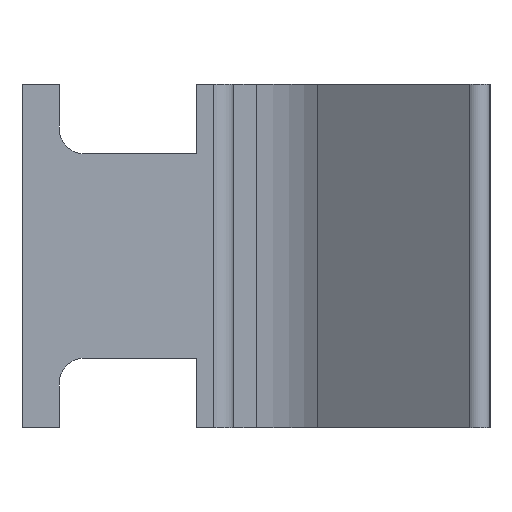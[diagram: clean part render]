
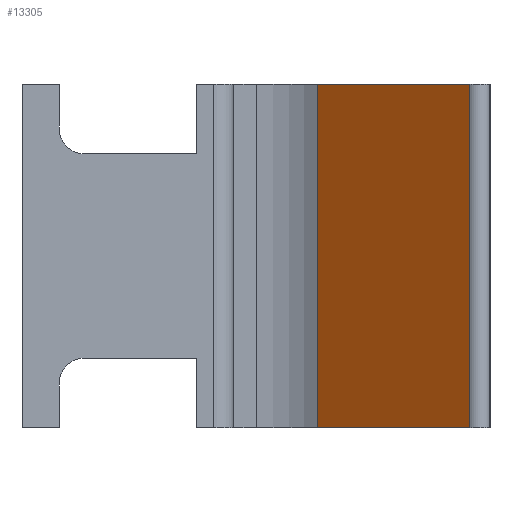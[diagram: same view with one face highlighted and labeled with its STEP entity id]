
A CAD part, left-side view. The second image highlights one B-rep face of the part: STEP entity #13305.
In plain terms, the highlighted planar face has unit normal (-0.788, 0.616, 0).
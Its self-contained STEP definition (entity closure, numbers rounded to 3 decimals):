
#14=DIRECTION('',(-0.616,-0.788,0.));
#15=VECTOR('',#14,7.75);
#16=CARTESIAN_POINT('',(-17.623,-1.085,-6.9));
#17=LINE('',#16,#15);
#374=DIRECTION('',(-0.616,-0.788,0.));
#375=VECTOR('',#374,7.75);
#376=CARTESIAN_POINT('',(-17.623,-1.085,6.9));
#377=LINE('',#376,#375);
#4815=DIRECTION('',(0.,0.,1.));
#4816=VECTOR('',#4815,13.8);
#4817=CARTESIAN_POINT('',(-22.394,-7.192,-6.9));
#4818=LINE('',#4817,#4816);
#4819=DIRECTION('',(0.,0.,1.));
#4820=VECTOR('',#4819,13.8);
#4821=CARTESIAN_POINT('',(-17.623,-1.085,-6.9));
#4822=LINE('',#4821,#4820);
#5417=CARTESIAN_POINT('',(-22.394,-7.192,-6.9));
#5419=VERTEX_POINT('',#5417);
#5429=CARTESIAN_POINT('',(-22.394,-7.192,6.9));
#5431=VERTEX_POINT('',#5429);
#5441=CARTESIAN_POINT('',(-17.623,-1.085,-6.9));
#5442=CARTESIAN_POINT('',(-17.623,-1.085,6.9));
#5443=VERTEX_POINT('',#5441);
#5444=VERTEX_POINT('',#5442);
#13293=CARTESIAN_POINT('',(-16.775,0.,-6.9));
#13294=DIRECTION('',(-0.788,0.616,0.));
#13295=DIRECTION('',(-0.616,-0.788,0.));
#13296=AXIS2_PLACEMENT_3D('',#13293,#13294,#13295);
#13297=PLANE('',#13296);
#13299=ORIENTED_EDGE('',*,*,#13298,.T.);
#13300=ORIENTED_EDGE('',*,*,#6891,.T.);
#13301=ORIENTED_EDGE('',*,*,#13286,.F.);
#13302=ORIENTED_EDGE('',*,*,#6542,.F.);
#13303=EDGE_LOOP('',(#13299,#13300,#13301,#13302));
#13304=FACE_OUTER_BOUND('',#13303,.F.);
#13305=ADVANCED_FACE('',(#13304),#13297,.T.);
#6542=EDGE_CURVE('',#5443,#5419,#17,.T.);
#6891=EDGE_CURVE('',#5444,#5431,#377,.T.);
#13286=EDGE_CURVE('',#5419,#5431,#4818,.T.);
#13298=EDGE_CURVE('',#5443,#5444,#4822,.T.);
